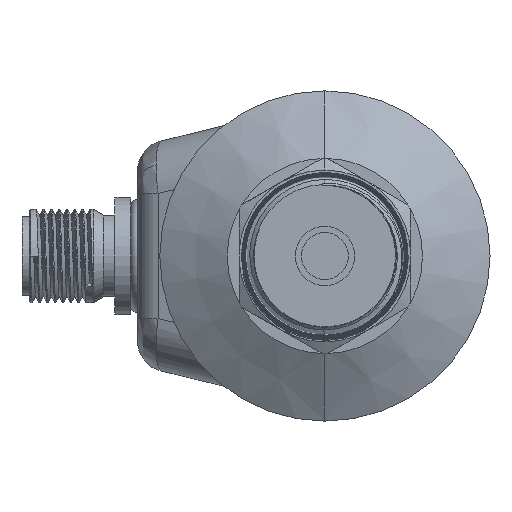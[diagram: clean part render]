
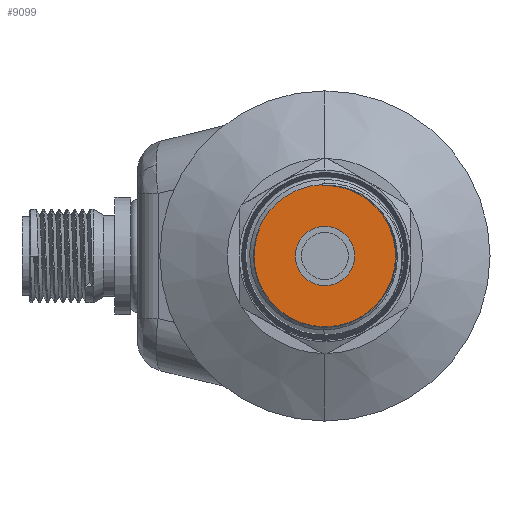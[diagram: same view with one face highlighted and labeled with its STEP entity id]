
A CAD part, front view. The second image highlights one B-rep face of the part: STEP entity #9099.
In plain terms, the highlighted planar face has unit normal (0, -1, 0).
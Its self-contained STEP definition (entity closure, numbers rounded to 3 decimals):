
#352 = LINE ( 'NONE', #10952, #7942 ) ;
#472 = CIRCLE ( 'NONE', #13569, 3.8 ) ;
#551 = CARTESIAN_POINT ( 'NONE',  ( 0., -55.99, 3.8 ) ) ;
#1427 = DIRECTION ( 'NONE',  ( 0., 0., -1. ) ) ;
#1783 = DIRECTION ( 'NONE',  ( 0., -1., 0. ) ) ;
#2055 = CARTESIAN_POINT ( 'NONE',  ( 0.824, -55.99, 9.057 ) ) ;
#2364 = PLANE ( 'NONE',  #20492 ) ;
#3497 = CARTESIAN_POINT ( 'NONE',  ( 0., -55.99, -3.8 ) ) ;
#3841 = CARTESIAN_POINT ( 'NONE',  ( -0.347, -55.99, 9.03 ) ) ;
#3944 = CIRCLE ( 'NONE', #19887, 3.8 ) ;
#4218 = CIRCLE ( 'NONE', #10802, 9.156 ) ;
#4347 = VERTEX_POINT ( 'NONE', #551 ) ;
#4506 = VERTEX_POINT ( 'NONE', #4562 ) ;
#4562 = CARTESIAN_POINT ( 'NONE',  ( -0.347, -55.99, 9.03 ) ) ;
#5428 = CARTESIAN_POINT ( 'NONE',  ( 3.088, -55.99, 8.619 ) ) ;
#5891 = DIRECTION ( 'NONE',  ( 0., -1., 0. ) ) ;
#6089 = CARTESIAN_POINT ( 'NONE',  ( 0., -55.99, 0. ) ) ;
#6240 = DIRECTION ( 'NONE',  ( 0., -1., 0. ) ) ;
#7332 = EDGE_LOOP ( 'NONE', ( #9831, #10502, #8203, #11348 ) ) ;
#7827 = DIRECTION ( 'NONE',  ( 0., 0., -1. ) ) ;
#7942 = VECTOR ( 'NONE', #14221, 1000. ) ;
#8200 = EDGE_LOOP ( 'NONE', ( #11602, #10991 ) ) ;
#8203 = ORIENTED_EDGE ( 'NONE', *, *, #20632, .T. ) ;
#8240 = CARTESIAN_POINT ( 'NONE',  ( 0., -55.99, -9.156 ) ) ;
#8968 = CARTESIAN_POINT ( 'NONE',  ( -0.351, -55.99, 9.149 ) ) ;
#9099 = ADVANCED_FACE ( 'NONE', ( #10420, #10399 ), #2364, .T. ) ;
#9831 = ORIENTED_EDGE ( 'NONE', *, *, #20234, .F. ) ;
#10105 = EDGE_CURVE ( 'NONE', #20600, #4347, #472, .T. ) ;
#10399 = FACE_BOUND ( 'NONE', #8200, .T. ) ;
#10420 = FACE_OUTER_BOUND ( 'NONE', #7332, .T. ) ;
#10502 = ORIENTED_EDGE ( 'NONE', *, *, #12613, .T. ) ;
#10614 = CARTESIAN_POINT ( 'NONE',  ( 2.537, -55.99, 8.796 ) ) ;
#10802 = AXIS2_PLACEMENT_3D ( 'NONE', #16121, #6240, #17832 ) ;
#10952 = CARTESIAN_POINT ( 'NONE',  ( 0., -55.99, 0. ) ) ;
#10991 = ORIENTED_EDGE ( 'NONE', *, *, #10105, .F. ) ;
#11348 = ORIENTED_EDGE ( 'NONE', *, *, #16684, .T. ) ;
#11602 = ORIENTED_EDGE ( 'NONE', *, *, #15896, .F. ) ;
#11658 = DIRECTION ( 'NONE',  ( 0., -1., 0. ) ) ;
#11964 = CARTESIAN_POINT ( 'NONE',  ( 0., -55.99, 0. ) ) ;
#12205 = CARTESIAN_POINT ( 'NONE',  ( 1.973, -55.99, 8.919 ) ) ;
#12307 = CARTESIAN_POINT ( 'NONE',  ( 3.088, -55.99, 8.619 ) ) ;
#12470 = CARTESIAN_POINT ( 'NONE',  ( 0., -55.99, 0. ) ) ;
#12613 = EDGE_CURVE ( 'NONE', #14511, #13259, #4218, .T. ) ;
#13183 = B_SPLINE_CURVE_WITH_KNOTS ( 'NONE', 3,
 ( #5428, #10614, #12205, #2055, #13856, #3841 ),
 .UNSPECIFIED., .F., .F.,
 ( 4, 2, 4 ),
 ( 0.009, 0.011, 0.013 ),
 .UNSPECIFIED. ) ;
#13259 = VERTEX_POINT ( 'NONE', #8240 ) ;
#13549 = VERTEX_POINT ( 'NONE', #12307 ) ;
#13569 = AXIS2_PLACEMENT_3D ( 'NONE', #6089, #17669, #7827 ) ;
#13588 = DIRECTION ( 'NONE',  ( 0., 0., -1. ) ) ;
#13856 = CARTESIAN_POINT ( 'NONE',  ( 0.236, -55.99, 9.072 ) ) ;
#14221 = DIRECTION ( 'NONE',  ( 0.038, 0., -0.999 ) ) ;
#14511 = VERTEX_POINT ( 'NONE', #8968 ) ;
#15896 = EDGE_CURVE ( 'NONE', #4347, #20600, #3944, .T. ) ;
#16121 = CARTESIAN_POINT ( 'NONE',  ( 0., -55.99, 0. ) ) ;
#16265 = AXIS2_PLACEMENT_3D ( 'NONE', #11964, #1783, #13588 ) ;
#16684 = EDGE_CURVE ( 'NONE', #13549, #4506, #13183, .T. ) ;
#17009 = CIRCLE ( 'NONE', #16265, 9.156 ) ;
#17471 = DIRECTION ( 'NONE',  ( 0., 0., -1. ) ) ;
#17669 = DIRECTION ( 'NONE',  ( 0., -1., 0. ) ) ;
#17832 = DIRECTION ( 'NONE',  ( 0., 0., -1. ) ) ;
#19887 = AXIS2_PLACEMENT_3D ( 'NONE', #21485, #11658, #1427 ) ;
#20234 = EDGE_CURVE ( 'NONE', #14511, #4506, #352, .T. ) ;
#20492 = AXIS2_PLACEMENT_3D ( 'NONE', #12470, #5891, #17471 ) ;
#20600 = VERTEX_POINT ( 'NONE', #3497 ) ;
#20632 = EDGE_CURVE ( 'NONE', #13259, #13549, #17009, .T. ) ;
#21485 = CARTESIAN_POINT ( 'NONE',  ( 0., -55.99, 0. ) ) ;
